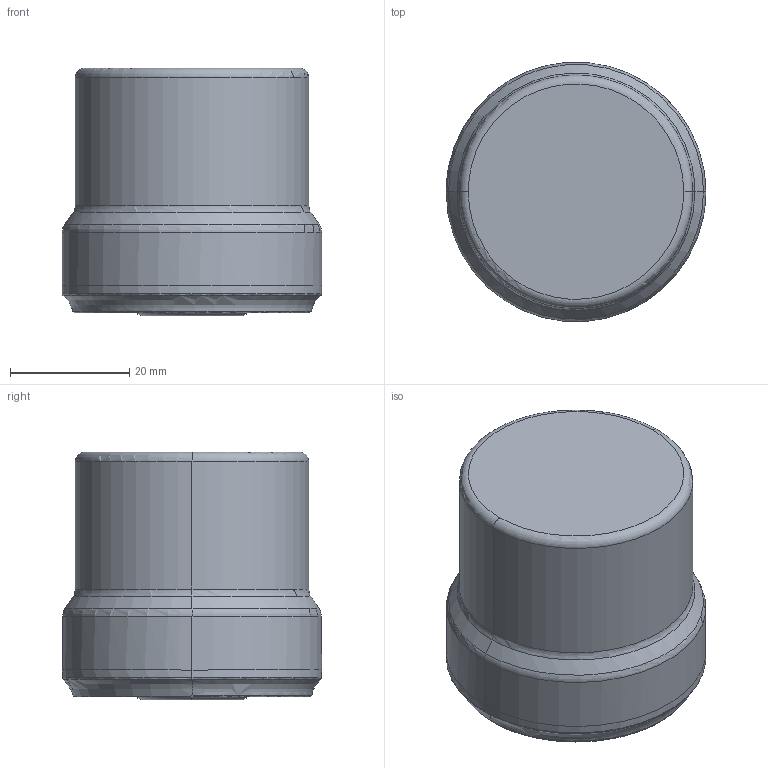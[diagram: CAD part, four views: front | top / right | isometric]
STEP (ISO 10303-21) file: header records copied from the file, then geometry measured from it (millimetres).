
FILE_DESCRIPTION (( 'STEP AP214' ), '1' );
FILE_NAME ('AS-ANT3B-COMPHEL-L1256-SMA-00-R00.STEP', '2025-10-13T10:32:17', ( '' ), ( '' ), 'SwSTEP 2.0', 'SolidWorks 2020', '' );
FILE_SCHEMA (( 'AUTOMOTIVE_DESIGN' ));
Length unit declared in the file: millimetre
Products named in the file (1): AS-ANT3B-COMPHEL-L1256-SMA-00-R00
Bounding box: 43.5 x 43.43 x 41.5 mm (x, y, z)
Surface area: 9406 mm2 (no closed solid volume)
Topology: 0 solids, 8 shells, 195 faces, 472 edges, 311 vertices
Faces by surface type: cylinder 80, plane 68, cone 24, torus 18, bspline 5
Entity records: 9473 total; most frequent: CARTESIAN_POINT 4908, ORIENTED_EDGE 926, DIRECTION 895, EDGE_CURVE 472, AXIS2_PLACEMENT_3D 350, VERTEX_POINT 311, EDGE_LOOP 227, FACE_OUTER_BOUND 195
